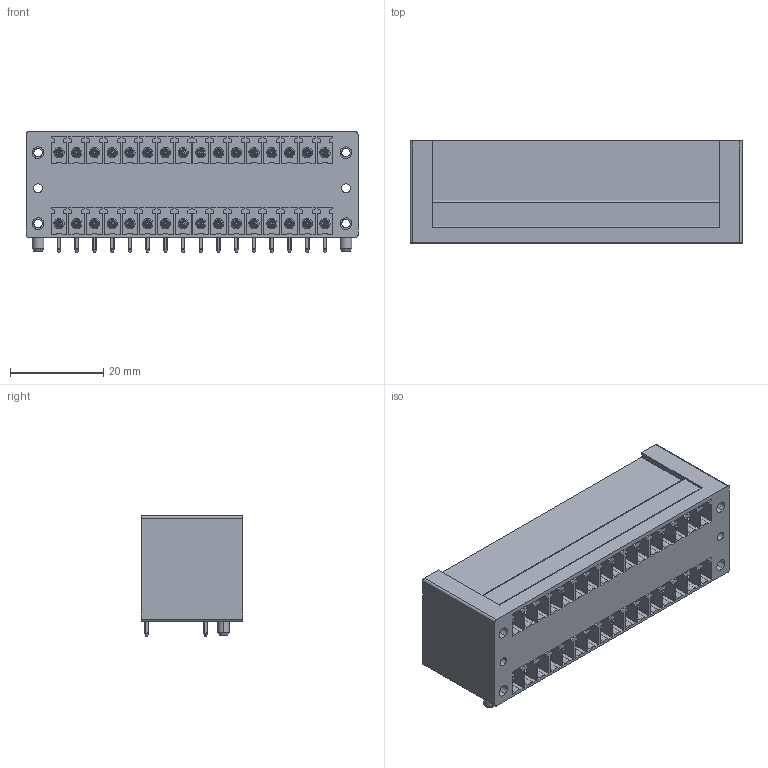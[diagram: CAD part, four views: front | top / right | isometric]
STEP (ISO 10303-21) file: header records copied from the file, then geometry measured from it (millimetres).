
FILE_DESCRIPTION(('CATIA V5 STEP Exchange','CAx-IF Rec.Pracs.--- Model Styling and Organization---1.2---2011-12-15'),'2;1');
FILE_NAME ('D1460807_0_1973400000_1973400000.stp','2018-09-28T17:17:17+00:00',('none'),('Weidmueller'),'CATIA Version 5-6 Release 2014','CATIA V5 STEP AP214','none');
FILE_SCHEMA(('AUTOMOTIVE_DESIGN { 1 0 10303 214 1 1 1 1 }'));
Products named in the file (1): 1973400000
Bounding box: 71.35 x 21.9 x 25.9 mm (x, y, z)
Volume: 30273.4 mm3; surface area: 17163.5 mm2
Topology: 35 solids, 35 shells, 2102 faces, 5732 edges, 3768 vertices
Faces by surface type: plane 1332, cylinder 510, cone 196, torus 64
Entity records: 63841 total; most frequent: CARTESIAN_POINT 17573, ORIENTED_EDGE 11464, DIRECTION 6420, EDGE_CURVE 5732, VECTOR 3936, LINE 3936, VERTEX_POINT 3768, EDGE_LOOP 2246
